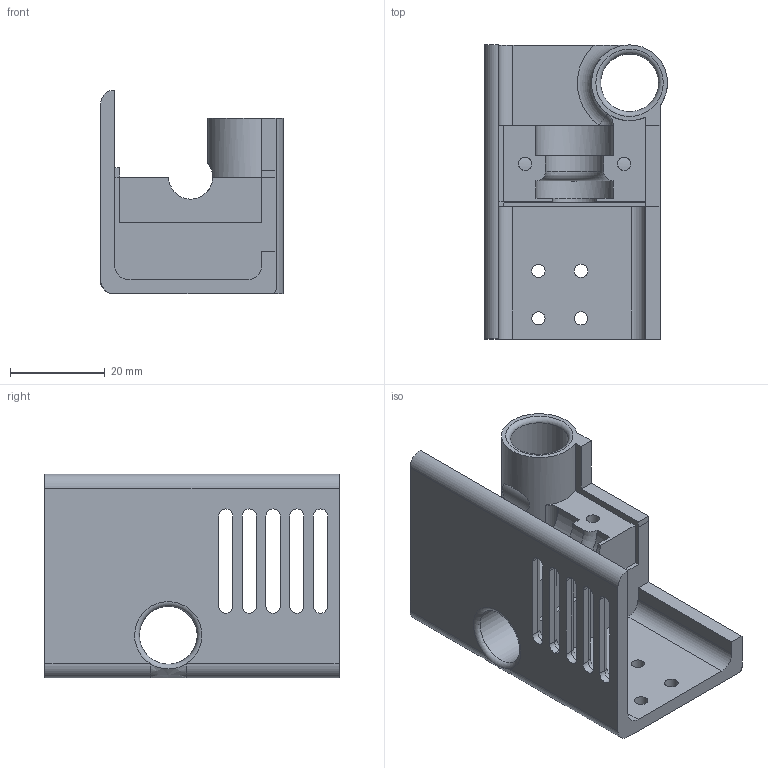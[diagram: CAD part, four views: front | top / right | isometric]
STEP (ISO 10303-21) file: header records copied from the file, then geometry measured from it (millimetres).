
FILE_DESCRIPTION(/* description */ (''),/* implementation_level */ '2;1');
FILE_NAME(/* name */ '3fbadb51-0d5f-4e6b-aab0-992c48c3f787.stp',/* time_stamp */ '2016-12-16T18:08:19+00:00',/* author */ (''),/* organization */ (''),/* preprocessor_version */ 'ST-DEVELOPER v16.5',/* originating_system */ 'Autodesk Translation Framework v5.2.0.2920',/* authorisation */ '');
FILE_SCHEMA (('AUTOMOTIVE_DESIGN { 1 0 10303 214 3 1 1 }'));
Length unit declared in the file: millimetre
Products named in the file (1): e3d mount v3
Bounding box: 38.57 x 62 x 43 mm (x, y, z)
Volume: 23088.9 mm3; surface area: 15956.7 mm2
Topology: 1 solids, 1 shells, 108 faces, 282 edges, 174 vertices
Faces by surface type: cylinder 49, plane 39, torus 18, sphere 1, bspline 1
Full cylindrical faces by diameter (mm): 2.8 x6, 12.2 x2
Entity records: 3561 total; most frequent: CARTESIAN_POINT 847, DIRECTION 578, ORIENTED_EDGE 538, EDGE_CURVE 269, AXIS2_PLACEMENT_3D 219, VERTEX_POINT 173, LINE 140, VECTOR 140
